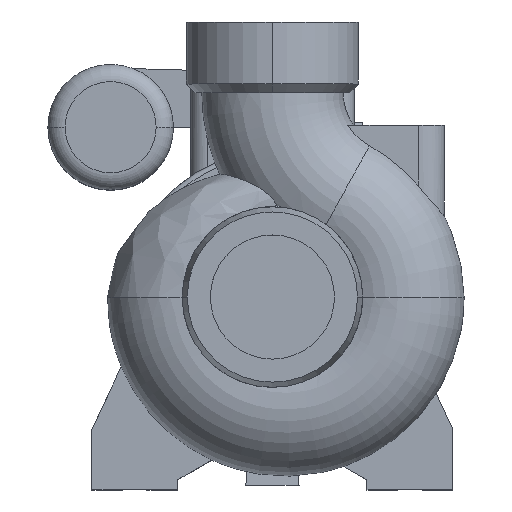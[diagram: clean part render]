
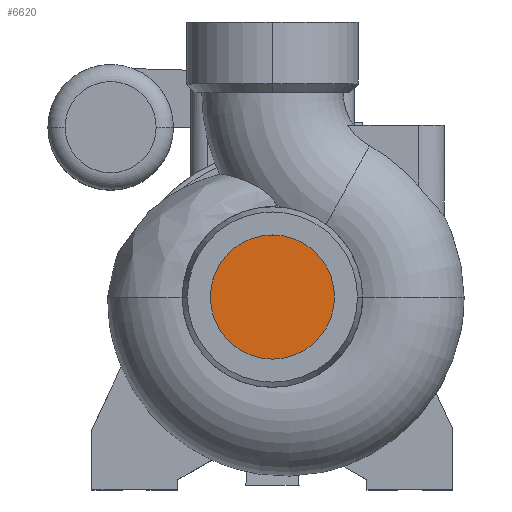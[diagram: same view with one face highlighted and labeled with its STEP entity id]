
A CAD part, top view. The second image highlights one B-rep face of the part: STEP entity #6620.
In plain terms, the highlighted planar face has unit normal (0, 0, 1).
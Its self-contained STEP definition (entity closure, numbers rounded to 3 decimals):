
#864 = CARTESIAN_POINT ( 'NONE',  ( 0., 0., 57.5 ) ) ;
#894 = DIRECTION ( 'NONE',  ( 0., 0., 1. ) ) ;
#1899 = CIRCLE ( 'NONE', #9060, 36.1 ) ;
#2731 = CARTESIAN_POINT ( 'NONE',  ( 0., 36.1, 57.5 ) ) ;
#2919 = EDGE_CURVE ( 'NONE', #3827, #8321, #1899, .T. ) ;
#3827 = VERTEX_POINT ( 'NONE', #6131 ) ;
#4701 = DIRECTION ( 'NONE',  ( 0., 0., 1. ) ) ;
#4918 = CARTESIAN_POINT ( 'NONE',  ( 0., 0., 57.5 ) ) ;
#5475 = DIRECTION ( 'NONE',  ( 1., 0., 0. ) ) ;
#5783 = ORIENTED_EDGE ( 'NONE', *, *, #9505, .T. ) ;
#6131 = CARTESIAN_POINT ( 'NONE',  ( -36.1, 0., 57.5 ) ) ;
#6280 = AXIS2_PLACEMENT_3D ( 'NONE', #4918, #894, #7931 ) ;
#6620 = ADVANCED_FACE ( 'NONE', ( #7792 ), #7602, .F. ) ;
#7602 = PLANE ( 'NONE',  #10525 ) ;
#7792 = FACE_OUTER_BOUND ( 'NONE', #10529, .T. ) ;
#7931 = DIRECTION ( 'NONE',  ( 1., 0., 0. ) ) ;
#8321 = VERTEX_POINT ( 'NONE', #12477 ) ;
#8636 = ORIENTED_EDGE ( 'NONE', *, *, #2919, .T. ) ;
#9060 = AXIS2_PLACEMENT_3D ( 'NONE', #864, #4701, #5475 ) ;
#9135 = CIRCLE ( 'NONE', #6280, 36.1 ) ;
#9505 = EDGE_CURVE ( 'NONE', #8321, #3827, #9135, .T. ) ;
#9581 = DIRECTION ( 'NONE',  ( -1., 0., 0. ) ) ;
#10525 = AXIS2_PLACEMENT_3D ( 'NONE', #2731, #10674, #9581 ) ;
#10529 = EDGE_LOOP ( 'NONE', ( #5783, #8636 ) ) ;
#10674 = DIRECTION ( 'NONE',  ( 0., 0., -1. ) ) ;
#12477 = CARTESIAN_POINT ( 'NONE',  ( 36.1, 0., 57.5 ) ) ;
